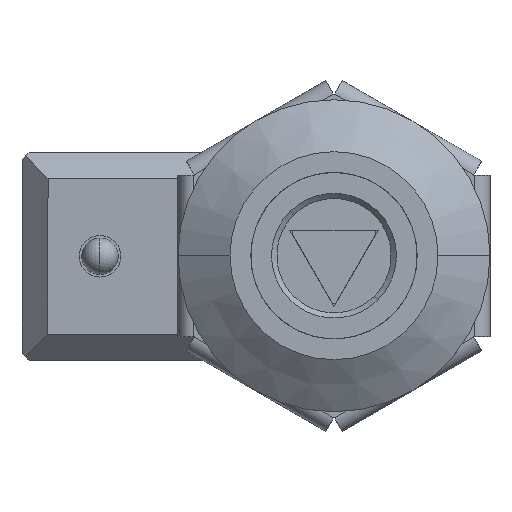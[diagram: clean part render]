
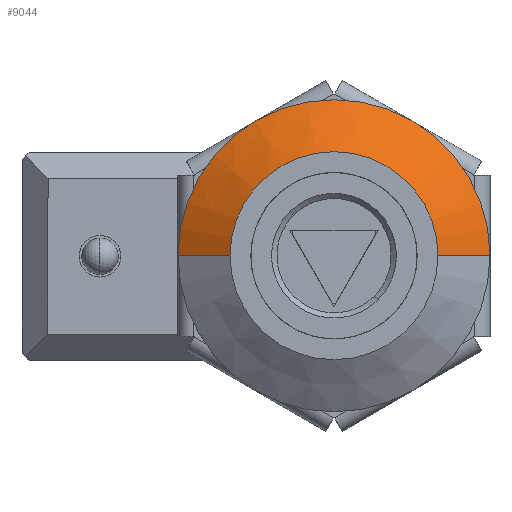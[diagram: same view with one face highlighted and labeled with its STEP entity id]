
A CAD part, top view. The second image highlights one B-rep face of the part: STEP entity #9044.
In plain terms, the highlighted conical face has half-angle 55.008 degrees and reference radius 30 mm.
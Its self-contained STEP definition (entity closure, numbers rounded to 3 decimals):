
#76 = FACE_OUTER_BOUND ( 'NONE', #10043, .T. ) ;
#83 = AXIS2_PLACEMENT_3D ( 'NONE', #6677, #6678, #6679 ) ;
#666 = CARTESIAN_POINT ( 'NONE',  ( 20., 0., 10. ) ) ;
#667 = CARTESIAN_POINT ( 'NONE',  ( -20., 0., 10. ) ) ;
#679 = CARTESIAN_POINT ( 'NONE',  ( 30., 0., 3. ) ) ;
#680 = CARTESIAN_POINT ( 'NONE',  ( -30., 0., 3. ) ) ;
#1587 = EDGE_CURVE ( 'NONE', #10585, #10586, #1649, .T. ) ;
#1589 = EDGE_CURVE ( 'NONE', #10390, #10585, #9470, .T. ) ;
#1590 = EDGE_CURVE ( 'NONE', #10390, #10391, #1650, .T. ) ;
#1591 = EDGE_CURVE ( 'NONE', #10391, #10586, #9476, .T. ) ;
#1649 = CIRCLE ( 'NONE', #4564, 30. ) ;
#1650 = CIRCLE ( 'NONE', #4571, 20. ) ;
#4564 = AXIS2_PLACEMENT_3D ( 'NONE', #9463, #9464, #9465 ) ;
#4571 = AXIS2_PLACEMENT_3D ( 'NONE', #9466, #9473, #9474 ) ;
#4574 = VECTOR ( 'NONE', #9472, 1000. ) ;
#4576 = VECTOR ( 'NONE', #9478, 1000. ) ;
#6677 = CARTESIAN_POINT ( 'NONE',  ( 0., 0., 3. ) ) ;
#6678 = DIRECTION ( 'NONE',  ( 0., 0., -1. ) ) ;
#6679 = DIRECTION ( 'NONE',  ( -1., 0., 0. ) ) ;
#7623 = CONICAL_SURFACE ( 'NONE', #83, 30., 0.96 ) ;
#9044 = ADVANCED_FACE ( 'NONE', ( #76 ), #7623, .T. ) ;
#9196 = ORIENTED_EDGE ( 'NONE', *, *, #1590, .F. ) ;
#9197 = ORIENTED_EDGE ( 'NONE', *, *, #1587, .T. ) ;
#9198 = ORIENTED_EDGE ( 'NONE', *, *, #1589, .T. ) ;
#9199 = ORIENTED_EDGE ( 'NONE', *, *, #1591, .F. ) ;
#9463 = CARTESIAN_POINT ( 'NONE',  ( 0., 0., 3. ) ) ;
#9464 = DIRECTION ( 'NONE',  ( 0., 0., 1. ) ) ;
#9465 = DIRECTION ( 'NONE',  ( 1., 0., 0. ) ) ;
#9466 = CARTESIAN_POINT ( 'NONE',  ( 0., 0., 10. ) ) ;
#9470 = LINE ( 'NONE', #9471, #4574 ) ;
#9471 = CARTESIAN_POINT ( 'NONE',  ( 30., 0., 3. ) ) ;
#9472 = DIRECTION ( 'NONE',  ( 0.819, 0., -0.573 ) ) ;
#9473 = DIRECTION ( 'NONE',  ( 0., 0., 1. ) ) ;
#9474 = DIRECTION ( 'NONE',  ( 1., 0., 0. ) ) ;
#9476 = LINE ( 'NONE', #9477, #4576 ) ;
#9477 = CARTESIAN_POINT ( 'NONE',  ( -30., 0., 3. ) ) ;
#9478 = DIRECTION ( 'NONE',  ( -0.819, 0., -0.573 ) ) ;
#10043 = EDGE_LOOP ( 'NONE', ( #9196, #9198, #9197, #9199 ) ) ;
#10390 = VERTEX_POINT ( 'NONE', #666 ) ;
#10391 = VERTEX_POINT ( 'NONE', #667 ) ;
#10585 = VERTEX_POINT ( 'NONE', #679 ) ;
#10586 = VERTEX_POINT ( 'NONE', #680 ) ;
